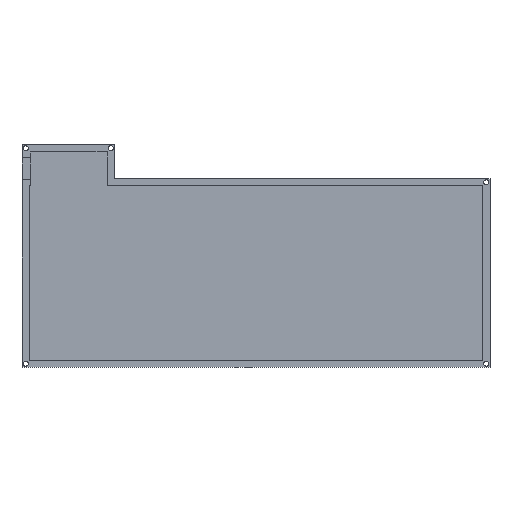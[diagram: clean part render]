
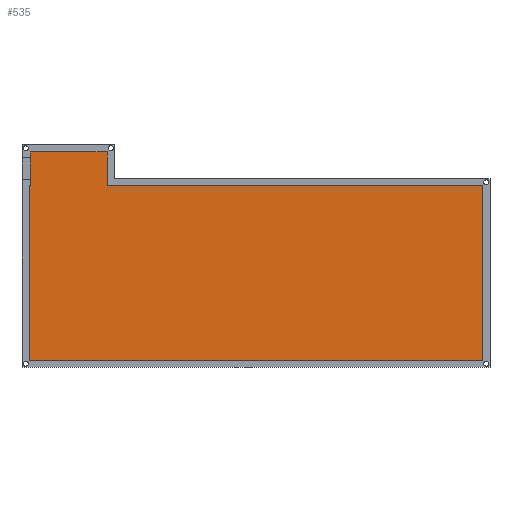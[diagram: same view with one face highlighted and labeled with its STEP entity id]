
A CAD part, top view. The second image highlights one B-rep face of the part: STEP entity #535.
In plain terms, the highlighted planar face has unit normal (0, 0, 1).
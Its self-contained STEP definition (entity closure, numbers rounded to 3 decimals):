
#44=FACE_OUTER_BOUND('',#71,.T.);
#71=EDGE_LOOP('',(#379,#380,#381,#382,#383,#384,#385,#386,#387,#388,#389,
#390));
#104=LINE('',#763,#169);
#108=LINE('',#771,#173);
#113=LINE('',#781,#178);
#119=LINE('',#793,#184);
#120=LINE('',#795,#185);
#121=LINE('',#797,#186);
#122=LINE('',#799,#187);
#123=LINE('',#801,#188);
#124=LINE('',#803,#189);
#125=LINE('',#805,#190);
#126=LINE('',#807,#191);
#127=LINE('',#808,#192);
#169=VECTOR('',#622,10.);
#173=VECTOR('',#628,10.);
#178=VECTOR('',#635,10.);
#184=VECTOR('',#645,10.);
#185=VECTOR('',#646,10.);
#186=VECTOR('',#647,10.);
#187=VECTOR('',#648,10.);
#188=VECTOR('',#649,10.);
#189=VECTOR('',#650,10.);
#190=VECTOR('',#651,10.);
#191=VECTOR('',#652,10.);
#192=VECTOR('',#653,10.);
#234=VERTEX_POINT('',#761);
#235=VERTEX_POINT('',#762);
#238=VERTEX_POINT('',#770);
#242=VERTEX_POINT('',#780);
#246=VERTEX_POINT('',#792);
#247=VERTEX_POINT('',#794);
#248=VERTEX_POINT('',#796);
#249=VERTEX_POINT('',#798);
#250=VERTEX_POINT('',#800);
#251=VERTEX_POINT('',#802);
#252=VERTEX_POINT('',#804);
#253=VERTEX_POINT('',#806);
#284=EDGE_CURVE('',#234,#235,#104,.T.);
#288=EDGE_CURVE('',#235,#238,#108,.T.);
#293=EDGE_CURVE('',#242,#234,#113,.T.);
#299=EDGE_CURVE('',#238,#246,#119,.T.);
#300=EDGE_CURVE('',#246,#247,#120,.T.);
#301=EDGE_CURVE('',#247,#248,#121,.T.);
#302=EDGE_CURVE('',#248,#249,#122,.T.);
#303=EDGE_CURVE('',#249,#250,#123,.T.);
#304=EDGE_CURVE('',#250,#251,#124,.T.);
#305=EDGE_CURVE('',#251,#252,#125,.T.);
#306=EDGE_CURVE('',#252,#253,#126,.T.);
#307=EDGE_CURVE('',#253,#242,#127,.T.);
#379=ORIENTED_EDGE('',*,*,#293,.T.);
#380=ORIENTED_EDGE('',*,*,#284,.T.);
#381=ORIENTED_EDGE('',*,*,#288,.T.);
#382=ORIENTED_EDGE('',*,*,#299,.T.);
#383=ORIENTED_EDGE('',*,*,#300,.T.);
#384=ORIENTED_EDGE('',*,*,#301,.T.);
#385=ORIENTED_EDGE('',*,*,#302,.T.);
#386=ORIENTED_EDGE('',*,*,#303,.T.);
#387=ORIENTED_EDGE('',*,*,#304,.T.);
#388=ORIENTED_EDGE('',*,*,#305,.T.);
#389=ORIENTED_EDGE('',*,*,#306,.T.);
#390=ORIENTED_EDGE('',*,*,#307,.T.);
#513=PLANE('',#585);
#535=ADVANCED_FACE('',(#44),#513,.T.);
#585=AXIS2_PLACEMENT_3D('',#791,#643,#644);
#622=DIRECTION('',(0.,-1.,0.));
#628=DIRECTION('',(-1.,0.,0.));
#635=DIRECTION('',(1.,0.,0.));
#643=DIRECTION('center_axis',(0.,0.,1.));
#644=DIRECTION('ref_axis',(1.,0.,0.));
#645=DIRECTION('',(0.,-1.,0.));
#646=DIRECTION('',(-1.,0.,0.));
#647=DIRECTION('',(0.,-1.,0.));
#648=DIRECTION('',(1.,0.,0.));
#649=DIRECTION('',(0.,1.,0.));
#650=DIRECTION('',(-1.,0.,0.));
#651=DIRECTION('',(0.,1.,0.));
#652=DIRECTION('',(-1.,0.,0.));
#653=DIRECTION('',(0.,-1.,0.));
#761=CARTESIAN_POINT('',(69.781,204.991,0.));
#762=CARTESIAN_POINT('',(69.781,189.991,0.));
#763=CARTESIAN_POINT('',(69.781,167.691,0.));
#770=CARTESIAN_POINT('',(69.756,189.991,0.));
#771=CARTESIAN_POINT('',(144.022,189.991,0.));
#780=CARTESIAN_POINT('',(69.756,204.991,0.));
#781=CARTESIAN_POINT('',(144.022,204.991,0.));
#791=CARTESIAN_POINT('Origin',(223.912,137.891,0.));
#792=CARTESIAN_POINT('',(69.756,185.854,0.));
#793=CARTESIAN_POINT('',(69.756,161.873,0.));
#794=CARTESIAN_POINT('',(69.131,185.854,0.));
#795=CARTESIAN_POINT('',(146.522,185.854,0.));
#796=CARTESIAN_POINT('',(69.131,66.791,0.));
#797=CARTESIAN_POINT('',(69.131,102.341,0.));
#798=CARTESIAN_POINT('',(378.694,66.791,0.));
#799=CARTESIAN_POINT('',(301.303,66.791,0.));
#800=CARTESIAN_POINT('',(378.694,185.854,0.));
#801=CARTESIAN_POINT('',(378.694,161.873,0.));
#802=CARTESIAN_POINT('',(122.256,185.791,0.));
#803=CARTESIAN_POINT('',(173.078,185.804,0.));
#804=CARTESIAN_POINT('',(122.256,208.991,0.));
#805=CARTESIAN_POINT('',(122.256,173.441,0.));
#806=CARTESIAN_POINT('',(69.756,208.991,0.));
#807=CARTESIAN_POINT('',(146.834,208.991,0.));
#808=CARTESIAN_POINT('',(69.756,161.873,0.));
